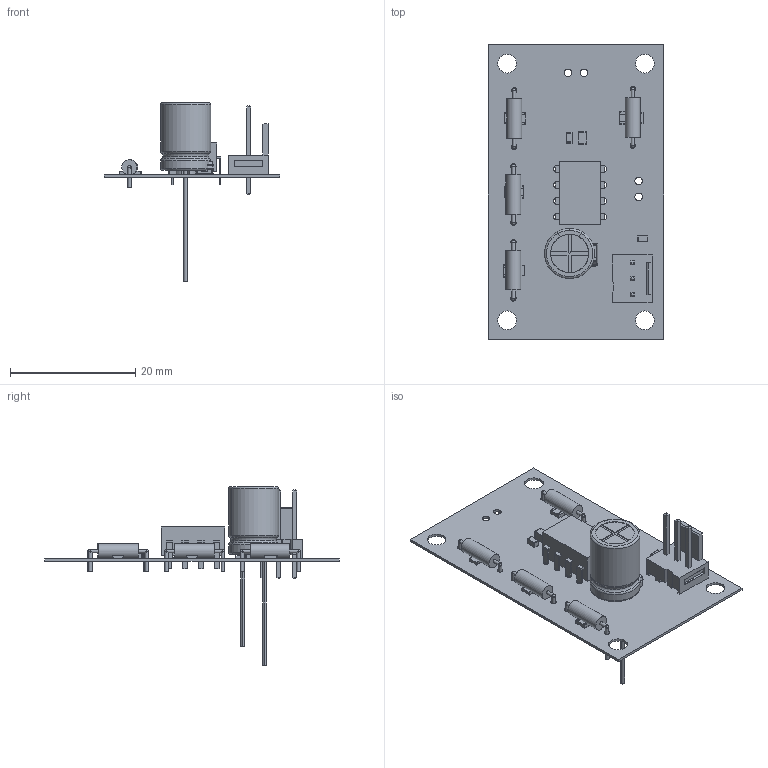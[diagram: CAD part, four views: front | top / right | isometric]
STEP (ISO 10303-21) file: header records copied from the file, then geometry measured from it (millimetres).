
FILE_DESCRIPTION(('Open CASCADE Model'),'2;1');
FILE_NAME('Open CASCADE Shape Model','2025-02-14T17:25:36',('Author'),( 'Open CASCADE'),'Open CASCADE STEP processor 7.5','Open CASCADE 7.5' ,'Unknown');
FILE_SCHEMA(('AUTOMOTIVE_DESIGN { 1 0 10303 214 1 1 1 1 }'));
Length unit declared in the file: millimetre
Products named in the file (94): PCB; Board; Open CASCADE STEP translator 7.5 2.1.1; CT; 6200232096; Open CASCADE STEP translator 7.5 2.3; Cap_Kemet_T491B107K006AT_eec; Package; Pins; Marking; Logo; Open CASCADE STEP translator 7.5 2.4; 6200237696; Terminal; Open CASCADE STEP translator 6.8 24.1.1; Open CASCADE STEP translator 6.8 24.1.2; Mid_Body; Open CASCADE STEP translator 6.8 24.2.1; THT2; 6517341232; Extruded; 6517339312; 6517339232; 6517328592; SMD1; SOIC-8akaD0008AakaM08A; M08A_ASM_82_ASM; BODY_M08A_35; LEAD_M08A_57; TIEBAR_M08A_2_ASM; MANIFOLD_SOLID_BREP_2784; MANIFOLD_SOLID_BREP_2935; MANIFOLD_SOLID_BREP_3086; MANIFOLD_SOLID_BREP_3237; JP; 6200236736; Open CASCADE STEP translator 6.8 3.2.1; Mark; RT3; RES0805 ...
Assembly tree (152 placements, depth 6):
  PCB
    Board
      Open CASCADE STEP translator 7.5 2.1.1
    CT
      6200232096
    Open CASCADE STEP translator 7.5 2.3
      Cap_Kemet_T491B107K006AT_eec
        Package
        Pins
        Marking
        Logo
    Open CASCADE STEP translator 7.5 2.4
      6200237696
        Terminal
          Open CASCADE STEP translator 6.8 24.1.1
          Open CASCADE STEP translator 6.8 24.1.2
        Mid_Body
          Open CASCADE STEP translator 6.8 24.2.1
    THT2
      6517341232  x8
        Extruded
      6517339312  x8
        Extruded
      6517339232  x8
        Extruded
      6517328592
        Extruded
    SMD1
      SOIC-8akaD0008AakaM08A
        M08A_ASM_82_ASM
          BODY_M08A_35
          LEAD_M08A_57  x8
          TIEBAR_M08A_2_ASM
            MANIFOLD_SOLID_BREP_2784
            MANIFOLD_SOLID_BREP_2935
            MANIFOLD_SOLID_BREP_3086
            MANIFOLD_SOLID_BREP_3237
    JP
      6200236736
        Mid_Body
        Terminal  x2
          Open CASCADE STEP translator 6.8 3.2.1
        Mark
    RT3
      RES0805
    Open CASCADE STEP translator 7.5 2.9
      6200237936
        Mid_Body
        Terminal  x2
          Open CASCADE STEP translator 6.8 3.2.1
        Mark
    Open CASCADE STEP translator 7.5 2.10
      6517336432
        Cylinder
      6517335712
        Sphere
      6517329152
        Cylinder
      6517327312
        Cylinder
Bounding box: 28 x 47 x 28.5 mm (x, y, z)
Volume: 1732.5 mm3; surface area: 4756.5 mm2
Topology: 127 solids, 127 shells, 1351 faces, 3132 edges, 2005 vertices
Faces by surface type: plane 974, cylinder 227, bspline 72, sphere 56, torus 22
Full cylindrical faces by diameter (mm): 0.55 x16, 0.85 x10, 0.9 x8, 1.02 x3, 1.2 x4, 2.4 x4, 3 x4
Entity records: 26878 total; most frequent: CARTESIAN_POINT 5608, DIRECTION 3821, ORIENTED_EDGE 3764, EDGE_CURVE 1882, LINE 1343, VECTOR 1343, AXIS2_PLACEMENT_3D 1239, VERTEX_POINT 1203
